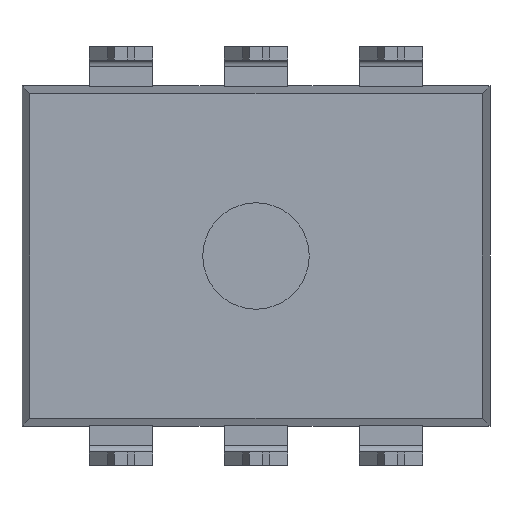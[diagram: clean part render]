
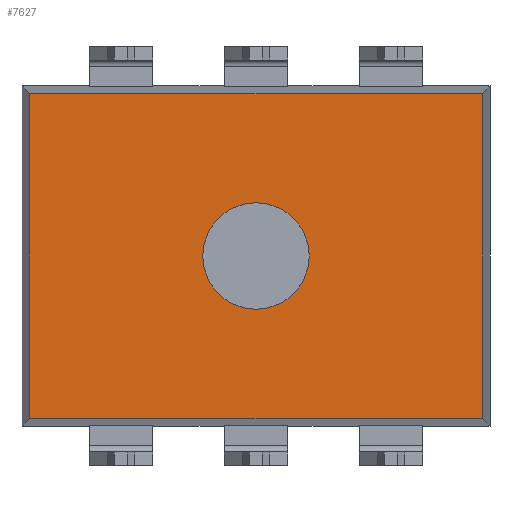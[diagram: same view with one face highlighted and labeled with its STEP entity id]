
A CAD part, front view. The second image highlights one B-rep face of the part: STEP entity #7627.
In plain terms, the highlighted planar face has unit normal (0, -1, 0).
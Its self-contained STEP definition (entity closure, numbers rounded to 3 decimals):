
#1993=CARTESIAN_POINT('',(1.0,-1.7,0.));
#1994=VERTEX_POINT('',#1993);
#1995=CARTESIAN_POINT('',(0.0,-1.7,0.0));
#1996=DIRECTION('',(0.0,1.0,0.0));
#1997=DIRECTION('',(-1.0,0.0,0.0));
#1998=AXIS2_PLACEMENT_3D('',#1995,#1996,#1997);
#1999=CIRCLE('',#1998,1.0);
#2000=EDGE_CURVE('',#1994,#1994,#1999,.T.);
#7387=CARTESIAN_POINT('',(-4.251,-1.7,3.051));
#7388=VERTEX_POINT('',#7387);
#7395=CARTESIAN_POINT('',(4.251,-1.7,3.051));
#7396=VERTEX_POINT('',#7395);
#7397=CARTESIAN_POINT('',(-4.251,-1.7,3.051));
#7398=DIRECTION('',(1.0,0.0,0.0));
#7399=VECTOR('',#7398,8.503);
#7400=LINE('',#7397,#7399);
#7401=EDGE_CURVE('',#7396,#7388,#7400,.F.);
#7559=CARTESIAN_POINT('',(4.251,-1.7,-3.051));
#7560=VERTEX_POINT('',#7559);
#7567=CARTESIAN_POINT('',(-4.251,-1.7,-3.051));
#7568=VERTEX_POINT('',#7567);
#7569=CARTESIAN_POINT('',(-4.251,-1.7,-3.051));
#7570=DIRECTION('',(1.0,0.0,0.0));
#7571=VECTOR('',#7570,8.503);
#7572=LINE('',#7569,#7571);
#7573=EDGE_CURVE('',#7568,#7560,#7572,.T.);
#7597=CARTESIAN_POINT('',(4.251,-1.7,3.051));
#7598=DIRECTION('',(0.0,0.0,-1.0));
#7599=VECTOR('',#7598,6.103);
#7600=LINE('',#7597,#7599);
#7601=EDGE_CURVE('',#7396,#7560,#7600,.T.);
#7608=CARTESIAN_POINT('',(4.251,-1.7,0.0));
#7609=DIRECTION('',(0.0,-1.0,0.0));
#7610=DIRECTION('',(0.0,0.0,-1.0));
#7611=AXIS2_PLACEMENT_3D('',#7608,#7609,#7610);
#7612=PLANE('',#7611);
#7613=ORIENTED_EDGE('',*,*,#7401,.T.);
#7614=CARTESIAN_POINT('',(-4.251,-1.7,3.051));
#7615=DIRECTION('',(0.0,0.0,-1.0));
#7616=VECTOR('',#7615,6.103);
#7617=LINE('',#7614,#7616);
#7618=EDGE_CURVE('',#7388,#7568,#7617,.T.);
#7619=ORIENTED_EDGE('',*,*,#7618,.T.);
#7620=ORIENTED_EDGE('',*,*,#7573,.T.);
#7621=ORIENTED_EDGE('',*,*,#7601,.F.);
#7622=EDGE_LOOP('',(#7613,#7619,#7620,#7621));
#7623=FACE_OUTER_BOUND('',#7622,.T.);
#7624=ORIENTED_EDGE('',*,*,#2000,.T.);
#7625=EDGE_LOOP('',(#7624));
#7626=FACE_BOUND('',#7625,.T.);
#7627=ADVANCED_FACE('',(#7623,#7626),#7612,.T.);
